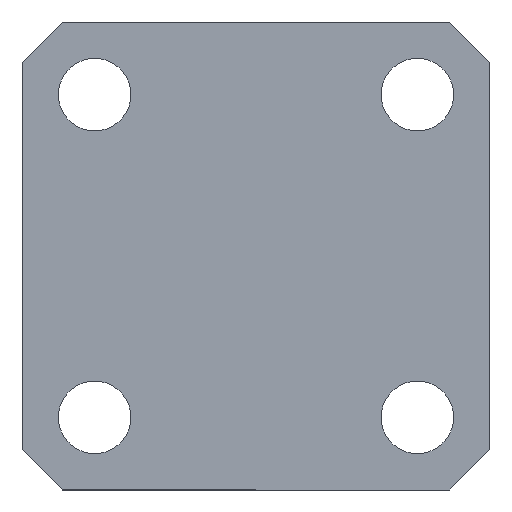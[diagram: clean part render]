
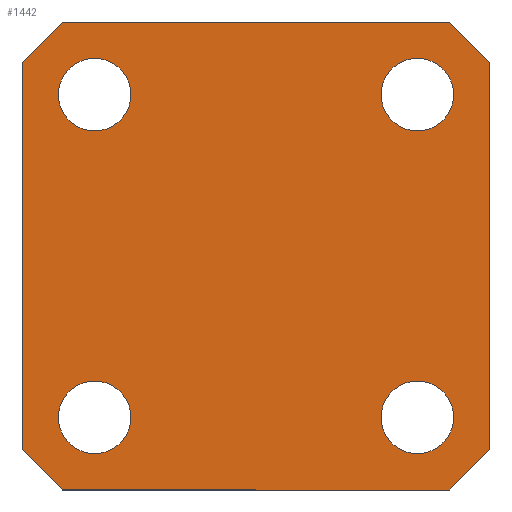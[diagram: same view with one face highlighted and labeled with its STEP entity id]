
A CAD part, front view. The second image highlights one B-rep face of the part: STEP entity #1442.
In plain terms, the highlighted planar face has unit normal (0, -1, 0).
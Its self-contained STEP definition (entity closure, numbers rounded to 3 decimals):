
#13 = CARTESIAN_POINT ( 'NONE',  ( 14.5, 0., 12. ) ) ;
#18 = EDGE_CURVE ( 'NONE', #1621, #789, #380, .T. ) ;
#21 = CARTESIAN_POINT ( 'NONE',  ( -12., 0., 14.5 ) ) ;
#49 = CARTESIAN_POINT ( 'NONE',  ( -10., 0., 10. ) ) ;
#56 = ORIENTED_EDGE ( 'NONE', *, *, #261, .T. ) ;
#67 = CARTESIAN_POINT ( 'NONE',  ( -12., 0., 14.5 ) ) ;
#69 = DIRECTION ( 'NONE',  ( -0.707, 0., -0.707 ) ) ;
#71 = EDGE_CURVE ( 'NONE', #1731, #391, #598, .T. ) ;
#105 = EDGE_LOOP ( 'NONE', ( #312, #1716 ) ) ;
#134 = EDGE_CURVE ( 'NONE', #1407, #1593, #1103, .T. ) ;
#137 = CIRCLE ( 'NONE', #433, 2.25 ) ;
#181 = FACE_OUTER_BOUND ( 'NONE', #629, .T. ) ;
#187 = EDGE_CURVE ( 'NONE', #1018, #1413, #1366, .T. ) ;
#210 = CIRCLE ( 'NONE', #1591, 2.25 ) ;
#214 = CARTESIAN_POINT ( 'NONE',  ( 12., 0., 14.5 ) ) ;
#231 = CARTESIAN_POINT ( 'NONE',  ( -14.5, 0., -12. ) ) ;
#236 = VECTOR ( 'NONE', #69, 1000. ) ;
#261 = EDGE_CURVE ( 'NONE', #391, #1731, #1794, .T. ) ;
#262 = CARTESIAN_POINT ( 'NONE',  ( 14.5, 0., 12. ) ) ;
#278 = EDGE_CURVE ( 'NONE', #964, #1585, #210, .T. ) ;
#304 = ORIENTED_EDGE ( 'NONE', *, *, #751, .T. ) ;
#312 = ORIENTED_EDGE ( 'NONE', *, *, #1711, .T. ) ;
#343 = AXIS2_PLACEMENT_3D ( 'NONE', #778, #841, #866 ) ;
#354 = EDGE_CURVE ( 'NONE', #1585, #964, #1082, .T. ) ;
#360 = ORIENTED_EDGE ( 'NONE', *, *, #791, .T. ) ;
#362 = LINE ( 'NONE', #397, #604 ) ;
#363 = ORIENTED_EDGE ( 'NONE', *, *, #278, .T. ) ;
#371 = LINE ( 'NONE', #1630, #1179 ) ;
#380 = LINE ( 'NONE', #1051, #443 ) ;
#389 = DIRECTION ( 'NONE',  ( 1., 0., 0. ) ) ;
#391 = VERTEX_POINT ( 'NONE', #842 ) ;
#397 = CARTESIAN_POINT ( 'NONE',  ( -14.5, 0., 14.5 ) ) ;
#410 = CARTESIAN_POINT ( 'NONE',  ( 10., 0., 12.25 ) ) ;
#412 = EDGE_LOOP ( 'NONE', ( #363, #1681 ) ) ;
#418 = DIRECTION ( 'NONE',  ( 0., 0., 1. ) ) ;
#433 = AXIS2_PLACEMENT_3D ( 'NONE', #1156, #1148, #1145 ) ;
#439 = EDGE_CURVE ( 'NONE', #819, #771, #1452, .T. ) ;
#443 = VECTOR ( 'NONE', #1239, 1000. ) ;
#481 = DIRECTION ( 'NONE',  ( 0., 0., -1. ) ) ;
#488 = CARTESIAN_POINT ( 'NONE',  ( 14.5, 0., 14.5 ) ) ;
#534 = CARTESIAN_POINT ( 'NONE',  ( 14.5, 0., 14.5 ) ) ;
#581 = EDGE_CURVE ( 'NONE', #1394, #1031, #362, .T. ) ;
#598 = CIRCLE ( 'NONE', #343, 2.25 ) ;
#604 = VECTOR ( 'NONE', #418, 1000. ) ;
#613 = FACE_BOUND ( 'NONE', #1246, .T. ) ;
#629 = EDGE_LOOP ( 'NONE', ( #942, #678, #1163, #1130, #765, #360, #1300, #304 ) ) ;
#670 = VECTOR ( 'NONE', #1226, 1000. ) ;
#678 = ORIENTED_EDGE ( 'NONE', *, *, #1676, .T. ) ;
#687 = ORIENTED_EDGE ( 'NONE', *, *, #439, .T. ) ;
#693 = DIRECTION ( 'NONE',  ( 0., 0., 1. ) ) ;
#694 = DIRECTION ( 'NONE',  ( 0., 1., 0. ) ) ;
#698 = CARTESIAN_POINT ( 'NONE',  ( 10., 0., -10. ) ) ;
#728 = LINE ( 'NONE', #67, #236 ) ;
#751 = EDGE_CURVE ( 'NONE', #1018, #1031, #728, .T. ) ;
#765 = ORIENTED_EDGE ( 'NONE', *, *, #134, .F. ) ;
#771 = VERTEX_POINT ( 'NONE', #1732 ) ;
#778 = CARTESIAN_POINT ( 'NONE',  ( -10., 0., 10. ) ) ;
#789 = VERTEX_POINT ( 'NONE', #1644 ) ;
#791 = EDGE_CURVE ( 'NONE', #1407, #1413, #1377, .T. ) ;
#799 = CIRCLE ( 'NONE', #1583, 2.25 ) ;
#819 = VERTEX_POINT ( 'NONE', #1417 ) ;
#841 = DIRECTION ( 'NONE',  ( 0., 1., 0. ) ) ;
#842 = CARTESIAN_POINT ( 'NONE',  ( -10., 0., 12.25 ) ) ;
#866 = DIRECTION ( 'NONE',  ( 0., 0., 1. ) ) ;
#895 = DIRECTION ( 'NONE',  ( 0., 0., 1. ) ) ;
#898 = CIRCLE ( 'NONE', #1338, 2.25 ) ;
#901 = DIRECTION ( 'NONE',  ( 0., 1., 0. ) ) ;
#909 = CARTESIAN_POINT ( 'NONE',  ( 10., 0., -10. ) ) ;
#942 = ORIENTED_EDGE ( 'NONE', *, *, #581, .F. ) ;
#961 = DIRECTION ( 'NONE',  ( 0., 0., 1. ) ) ;
#964 = VERTEX_POINT ( 'NONE', #410 ) ;
#967 = DIRECTION ( 'NONE',  ( 0., 1., 0. ) ) ;
#970 = CARTESIAN_POINT ( 'NONE',  ( 10., 0., 10. ) ) ;
#1018 = VERTEX_POINT ( 'NONE', #21 ) ;
#1031 = VERTEX_POINT ( 'NONE', #1802 ) ;
#1044 = FACE_BOUND ( 'NONE', #105, .T. ) ;
#1051 = CARTESIAN_POINT ( 'NONE',  ( 14.5, 0., -14.5 ) ) ;
#1064 = DIRECTION ( 'NONE',  ( 0., 1., 0. ) ) ;
#1070 = VERTEX_POINT ( 'NONE', #1724 ) ;
#1076 = AXIS2_PLACEMENT_3D ( 'NONE', #698, #694, #693 ) ;
#1081 = EDGE_CURVE ( 'NONE', #1628, #1070, #799, .T. ) ;
#1082 = CIRCLE ( 'NONE', #1734, 2.25 ) ;
#1101 = DIRECTION ( 'NONE',  ( 0., 0., 1. ) ) ;
#1103 = LINE ( 'NONE', #488, #1259 ) ;
#1130 = ORIENTED_EDGE ( 'NONE', *, *, #1607, .T. ) ;
#1145 = DIRECTION ( 'NONE',  ( 0., 0., 1. ) ) ;
#1148 = DIRECTION ( 'NONE',  ( 0., 1., 0. ) ) ;
#1156 = CARTESIAN_POINT ( 'NONE',  ( -10., 0., -10. ) ) ;
#1163 = ORIENTED_EDGE ( 'NONE', *, *, #18, .F. ) ;
#1167 = DIRECTION ( 'NONE',  ( 0., 0., 1. ) ) ;
#1168 = VECTOR ( 'NONE', #1562, 1000. ) ;
#1169 = DIRECTION ( 'NONE',  ( 0., 1., 0. ) ) ;
#1179 = VECTOR ( 'NONE', #1495, 1000. ) ;
#1188 = PLANE ( 'NONE',  #1206 ) ;
#1194 = CARTESIAN_POINT ( 'NONE',  ( 10., 0., 10. ) ) ;
#1201 = CARTESIAN_POINT ( 'NONE',  ( -10., 0., 7.75 ) ) ;
#1206 = AXIS2_PLACEMENT_3D ( 'NONE', #1316, #1064, #1101 ) ;
#1226 = DIRECTION ( 'NONE',  ( 0.707, 0., -0.707 ) ) ;
#1232 = CARTESIAN_POINT ( 'NONE',  ( -14.5, 0., -12. ) ) ;
#1239 = DIRECTION ( 'NONE',  ( -1., 0., 0. ) ) ;
#1244 = EDGE_LOOP ( 'NONE', ( #1475, #687 ) ) ;
#1246 = EDGE_LOOP ( 'NONE', ( #56, #1322 ) ) ;
#1259 = VECTOR ( 'NONE', #481, 1000. ) ;
#1300 = ORIENTED_EDGE ( 'NONE', *, *, #187, .F. ) ;
#1316 = CARTESIAN_POINT ( 'NONE',  ( 0., 0., 0. ) ) ;
#1322 = ORIENTED_EDGE ( 'NONE', *, *, #71, .T. ) ;
#1338 = AXIS2_PLACEMENT_3D ( 'NONE', #909, #901, #895 ) ;
#1366 = LINE ( 'NONE', #534, #1424 ) ;
#1377 = LINE ( 'NONE', #13, #1168 ) ;
#1380 = FACE_BOUND ( 'NONE', #412, .T. ) ;
#1394 = VERTEX_POINT ( 'NONE', #231 ) ;
#1406 = DIRECTION ( 'NONE',  ( 0., 0., 1. ) ) ;
#1407 = VERTEX_POINT ( 'NONE', #262 ) ;
#1413 = VERTEX_POINT ( 'NONE', #214 ) ;
#1417 = CARTESIAN_POINT ( 'NONE',  ( 10., 0., -12.25 ) ) ;
#1424 = VECTOR ( 'NONE', #389, 1000. ) ;
#1427 = DIRECTION ( 'NONE',  ( 0., 1., 0. ) ) ;
#1430 = AXIS2_PLACEMENT_3D ( 'NONE', #49, #1427, #1406 ) ;
#1436 = CARTESIAN_POINT ( 'NONE',  ( -10., 0., -12.25 ) ) ;
#1442 = ADVANCED_FACE ( 'NONE', ( #613, #1380, #1688, #1044, #181 ), #1188, .F. ) ;
#1452 = CIRCLE ( 'NONE', #1076, 2.25 ) ;
#1472 = CARTESIAN_POINT ( 'NONE',  ( 12., 0., -14.5 ) ) ;
#1475 = ORIENTED_EDGE ( 'NONE', *, *, #1760, .T. ) ;
#1495 = DIRECTION ( 'NONE',  ( 0.707, 0., 0.707 ) ) ;
#1562 = DIRECTION ( 'NONE',  ( -0.707, 0., 0.707 ) ) ;
#1566 = DIRECTION ( 'NONE',  ( 0., 0., 1. ) ) ;
#1571 = DIRECTION ( 'NONE',  ( 0., 1., 0. ) ) ;
#1573 = CARTESIAN_POINT ( 'NONE',  ( -10., 0., -10. ) ) ;
#1583 = AXIS2_PLACEMENT_3D ( 'NONE', #1573, #1571, #1566 ) ;
#1585 = VERTEX_POINT ( 'NONE', #1635 ) ;
#1591 = AXIS2_PLACEMENT_3D ( 'NONE', #1194, #1169, #1167 ) ;
#1593 = VERTEX_POINT ( 'NONE', #1638 ) ;
#1607 = EDGE_CURVE ( 'NONE', #1621, #1593, #371, .T. ) ;
#1621 = VERTEX_POINT ( 'NONE', #1472 ) ;
#1628 = VERTEX_POINT ( 'NONE', #1436 ) ;
#1630 = CARTESIAN_POINT ( 'NONE',  ( 12., 0., -14.5 ) ) ;
#1635 = CARTESIAN_POINT ( 'NONE',  ( 10., 0., 7.75 ) ) ;
#1638 = CARTESIAN_POINT ( 'NONE',  ( 14.5, 0., -12. ) ) ;
#1644 = CARTESIAN_POINT ( 'NONE',  ( -12., 0., -14.5 ) ) ;
#1676 = EDGE_CURVE ( 'NONE', #1394, #789, #1720, .T. ) ;
#1681 = ORIENTED_EDGE ( 'NONE', *, *, #354, .T. ) ;
#1688 = FACE_BOUND ( 'NONE', #1244, .T. ) ;
#1711 = EDGE_CURVE ( 'NONE', #1070, #1628, #137, .T. ) ;
#1716 = ORIENTED_EDGE ( 'NONE', *, *, #1081, .T. ) ;
#1720 = LINE ( 'NONE', #1232, #670 ) ;
#1724 = CARTESIAN_POINT ( 'NONE',  ( -10., 0., -7.75 ) ) ;
#1731 = VERTEX_POINT ( 'NONE', #1201 ) ;
#1732 = CARTESIAN_POINT ( 'NONE',  ( 10., 0., -7.75 ) ) ;
#1734 = AXIS2_PLACEMENT_3D ( 'NONE', #970, #967, #961 ) ;
#1760 = EDGE_CURVE ( 'NONE', #771, #819, #898, .T. ) ;
#1794 = CIRCLE ( 'NONE', #1430, 2.25 ) ;
#1802 = CARTESIAN_POINT ( 'NONE',  ( -14.5, 0., 12. ) ) ;
